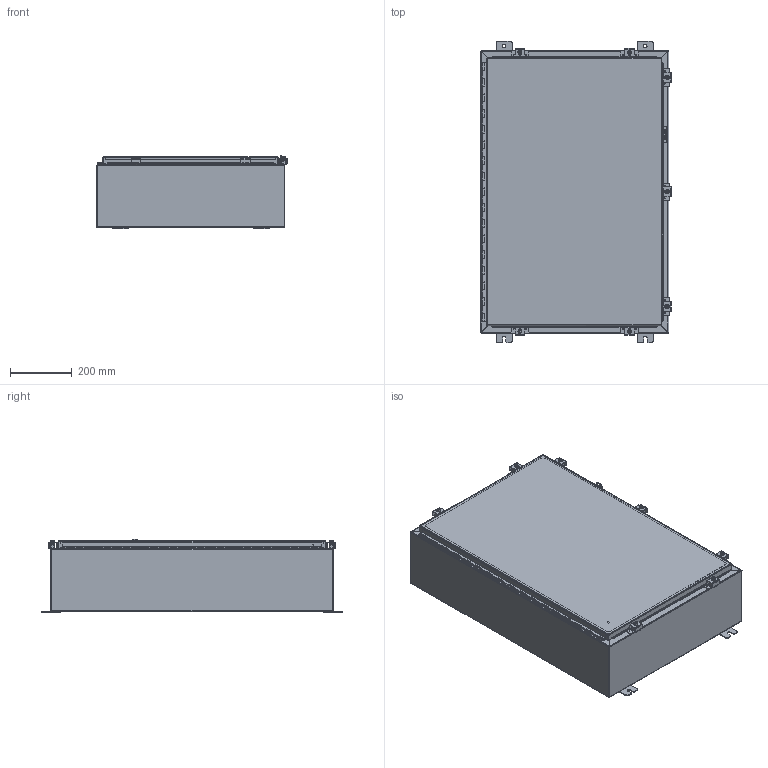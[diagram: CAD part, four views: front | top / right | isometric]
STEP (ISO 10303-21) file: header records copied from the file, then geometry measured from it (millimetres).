
FILE_DESCRIPTION (( 'STEP AP214' ), '1' );
FILE_NAME ('SSN4362408.STEP', '2016-02-09T20:57:52', ( '' ), ( '' ), 'SwSTEP 2.0', 'SolidWorks 2014', '' );
FILE_SCHEMA (( 'AUTOMOTIVE_DESIGN' ));
Length unit declared in the file: inch
Products named in the file (19): SSN4362408; 34871; 38412; SSN4362408BKP; 32912; 34x22; 38846; SSN43624LID; 328140L; 328140P; 328140T; 328140; 38859; 30824-1; HFW30825-2; HFW30825-3; HFW30825-4; 30824; 30818
Assembly tree (38 placements, depth 3):
  SSN4362408
    34871  x4
    38412
    SSN4362408BKP
    32912
    34x22
    38846
    SSN43624LID
    328140
      328140L
      328140P
      328140T
    38859  x6
    30824  x7
      30824-1
      HFW30825-2
      HFW30825-3
      HFW30825-4
    30818  x7
Bounding box: 617.49 x 977.9 x 237.62 mm (x, y, z)
Volume: 3949014.1 mm3; surface area: 4092778.6 mm2
Topology: 54 solids, 54 shells, 2204 faces, 5750 edges, 3698 vertices
Faces by surface type: cylinder 983, plane 846, bspline 201, torus 88, cone 44, sphere 42
Entity records: 45380 total; most frequent: CARTESIAN_POINT 11508, DIRECTION 5182, ORIENTED_EDGE 5148, EDGE_CURVE 2574, AXIS2_PLACEMENT_3D 1826, VERTEX_POINT 1648, LINE 1530, VECTOR 1530
